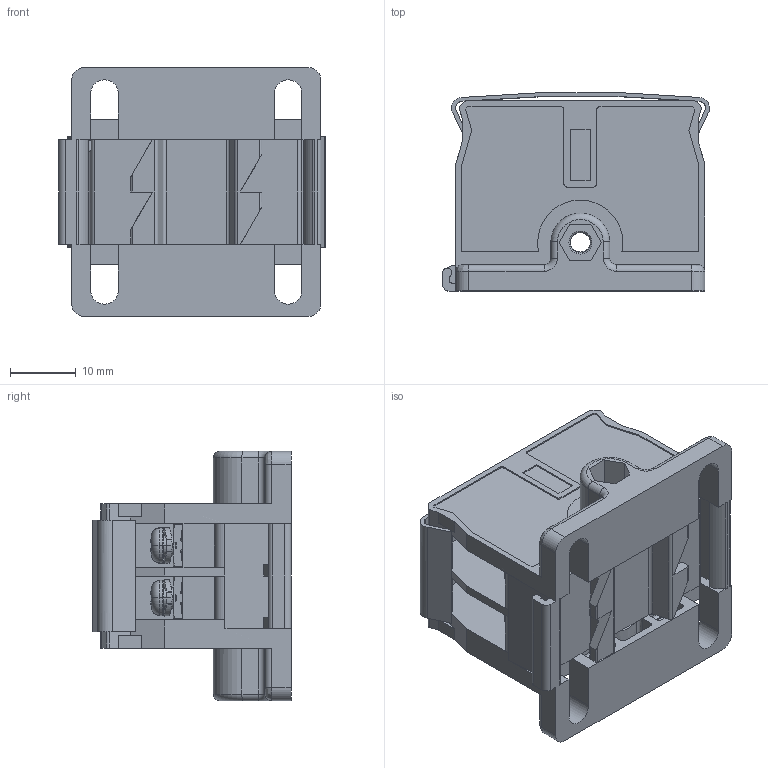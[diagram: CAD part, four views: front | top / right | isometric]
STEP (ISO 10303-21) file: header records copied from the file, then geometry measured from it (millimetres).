
FILE_DESCRIPTION((''),'2;1');
FILE_NAME('UTD-32_2P_ASM','2024-05-16T',('user'),(''),'PRO/ENGINEER BY PARAMETRIC TECHNOLOGY CORPORATION, 2013230','PRO/ENGINEER BY PARAMETRIC TECHNOLOGY CORPORATION, 2013230','');
FILE_SCHEMA(('CONFIG_CONTROL_DESIGN'));
Products named in the file (1): UTD-32_2P_ASM
Bounding box: 40.69 x 30.24 x 38 mm (x, y, z)
Volume: 14438.1 mm3; surface area: 18430.6 mm2
Topology: 5 solids, 9 shells, 1812 faces, 5185 edges, 3216 vertices
Faces by surface type: cylinder 603, plane 558, bspline 322, torus 177, sphere 88, cone 64
Entity records: 80547 total; most frequent: CARTESIAN_POINT 35360, ORIENTED_EDGE 10178, DIRECTION 8696, EDGE_CURVE 5089, VERTEX_POINT 3216, AXIS2_PLACEMENT_3D 3139, VECTOR 2418, LINE 2418
